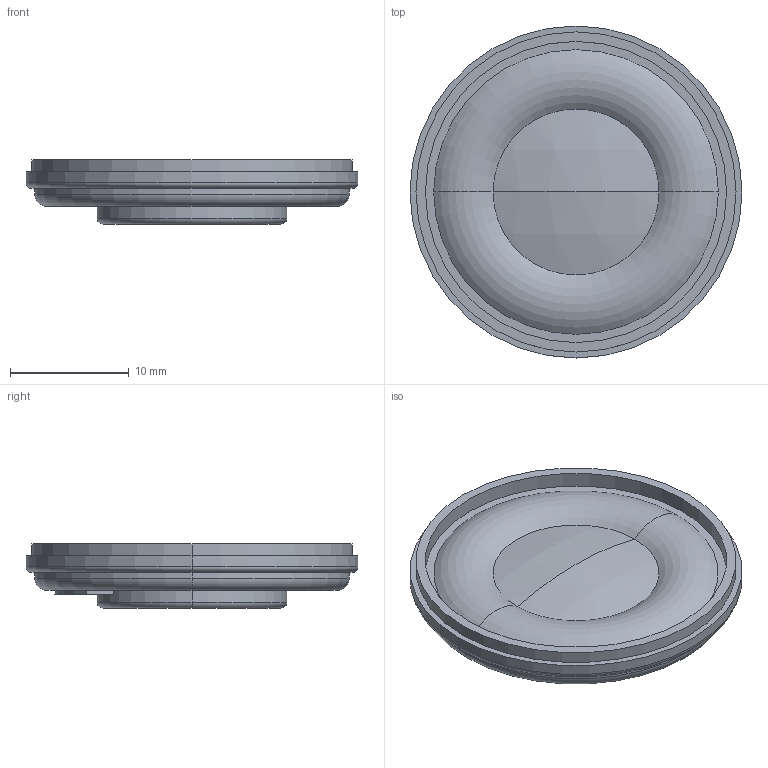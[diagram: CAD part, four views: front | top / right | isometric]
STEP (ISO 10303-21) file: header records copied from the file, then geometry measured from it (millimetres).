
FILE_DESCRIPTION (( 'STEP AP214' ), '1' );
FILE_NAME ('Speaker_D28x5.4.STEP', '2019-12-23T13:44:50', ( 'Elessar' ), ( '' ), 'SwSTEP 2.0', 'SolidWorks 2018', '' );
FILE_SCHEMA (( 'AUTOMOTIVE_DESIGN' ));
Length unit declared in the file: millimetre
Products named in the file (1): Speaker_D28x5.4
Bounding box: 28 x 28 x 5.4 mm (x, y, z)
Volume: 2150.2 mm3; surface area: 1718.9 mm2
Topology: 1 solids, 1 shells, 31 faces, 62 edges, 39 vertices
Faces by surface type: cylinder 12, plane 9, torus 8, sphere 2
Entity records: 1067 total; most frequent: DIRECTION 170, CARTESIAN_POINT 133, ORIENTED_EDGE 124, AXIS2_PLACEMENT_3D 76, EDGE_CURVE 62, CIRCLE 44, VERTEX_POINT 39, EDGE_LOOP 37
